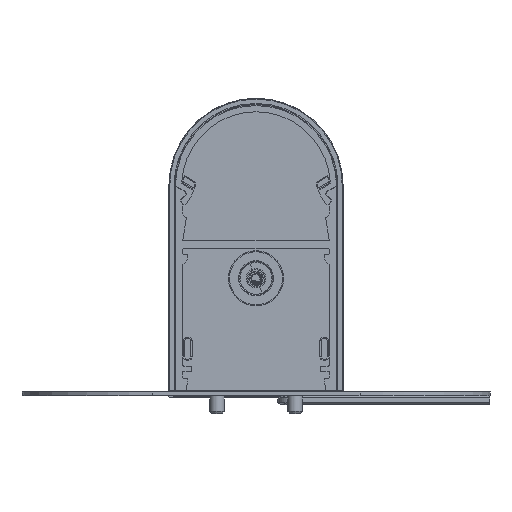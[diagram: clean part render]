
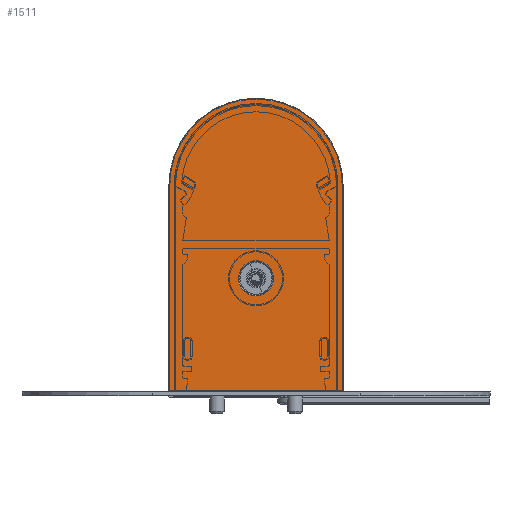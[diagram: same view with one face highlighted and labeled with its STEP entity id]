
A CAD part, left-side view. The second image highlights one B-rep face of the part: STEP entity #1511.
In plain terms, the highlighted face is planar.
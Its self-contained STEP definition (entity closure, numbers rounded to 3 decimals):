
#342=ELLIPSE('',#11808,0.127,0.127);
#343=ELLIPSE('',#11810,0.127,0.127);
#854=FACE_BOUND('',#3039,.T.);
#855=FACE_BOUND('',#3040,.T.);
#1079=PLANE('',#11812);
#1511=ADVANCED_FACE('NONE',(#854,#855),#1079,.T.);
#3039=EDGE_LOOP('',(#6928,#6929,#6930,#6931,#6932,#6933));
#3040=EDGE_LOOP('',(#6934));
#3930=LINE('',#17706,#4741);
#3931=LINE('',#17711,#4742);
#3932=LINE('',#17715,#4743);
#4741=VECTOR('',#14394,1.);
#4742=VECTOR('',#14397,1.);
#4743=VECTOR('',#14400,1.);
#6928=ORIENTED_EDGE('',*,*,#9996,.T.);
#6929=ORIENTED_EDGE('',*,*,#9997,.T.);
#6930=ORIENTED_EDGE('',*,*,#9998,.T.);
#6931=ORIENTED_EDGE('',*,*,#9999,.T.);
#6932=ORIENTED_EDGE('',*,*,#10000,.T.);
#6933=ORIENTED_EDGE('',*,*,#10001,.T.);
#6934=ORIENTED_EDGE('',*,*,#10002,.T.);
#8675=VERTEX_POINT('',#17707);
#8676=VERTEX_POINT('',#17708);
#8677=VERTEX_POINT('',#17710);
#8678=VERTEX_POINT('',#17712);
#8679=VERTEX_POINT('',#17714);
#8680=VERTEX_POINT('',#17716);
#8681=VERTEX_POINT('',#17719);
#9996=EDGE_CURVE('',#8675,#8676,#3930,.T.);
#9997=EDGE_CURVE('',#8676,#8677,#342,.T.);
#9998=EDGE_CURVE('',#8677,#8678,#3931,.T.);
#9999=EDGE_CURVE('',#8678,#8679,#10871,.T.);
#10000=EDGE_CURVE('',#8679,#8680,#3932,.T.);
#10001=EDGE_CURVE('',#8680,#8675,#343,.T.);
#10002=EDGE_CURVE('',#8681,#8681,#10872,.T.);
#10871=CIRCLE('',#11809,21.069);
#10872=CIRCLE('',#11811,4.266);
#11808=AXIS2_PLACEMENT_3D('',#17709,#14395,#14396);
#11809=AXIS2_PLACEMENT_3D('',#17713,#14398,#14399);
#11810=AXIS2_PLACEMENT_3D('',#17717,#14401,#14402);
#11811=AXIS2_PLACEMENT_3D('',#17718,#14403,#14404);
#11812=AXIS2_PLACEMENT_3D('',#17720,#14405,#14406);
#14394=DIRECTION('',(1.,0.,0.));
#14395=DIRECTION('',(0.,0.,1.));
#14396=DIRECTION('',(0.707,-0.707,0.));
#14397=DIRECTION('',(0.,1.,0.));
#14398=DIRECTION('',(0.,0.,1.));
#14399=DIRECTION('',(1.,0.,0.));
#14400=DIRECTION('',(0.,-1.,0.));
#14401=DIRECTION('',(0.,0.,1.));
#14402=DIRECTION('',(-0.707,-0.707,0.));
#14403=DIRECTION('',(0.,0.,-1.));
#14404=DIRECTION('',(1.,0.,0.));
#14405=DIRECTION('',(0.,0.,1.));
#14406=DIRECTION('',(1.,0.,0.));
#17706=CARTESIAN_POINT('',(0.,-27.539,4.5));
#17707=CARTESIAN_POINT('',(-20.942,-27.539,4.5));
#17708=CARTESIAN_POINT('',(20.942,-27.539,4.5));
#17709=CARTESIAN_POINT('',(20.942,-27.412,4.5));
#17710=CARTESIAN_POINT('',(21.069,-27.412,4.5));
#17711=CARTESIAN_POINT('',(21.069,0.,4.5));
#17712=CARTESIAN_POINT('',(21.069,22.671,4.5));
#17713=CARTESIAN_POINT('',(0.,22.671,4.5));
#17714=CARTESIAN_POINT('',(-21.069,22.671,4.5));
#17715=CARTESIAN_POINT('',(-21.069,0.,4.5));
#17716=CARTESIAN_POINT('',(-21.069,-27.412,4.5));
#17717=CARTESIAN_POINT('',(-20.942,-27.412,4.5));
#17718=CARTESIAN_POINT('',(0.,-0.01,4.5));
#17719=CARTESIAN_POINT('',(4.266,-0.01,4.5));
#17720=CARTESIAN_POINT('',(0.,0.,4.5));
